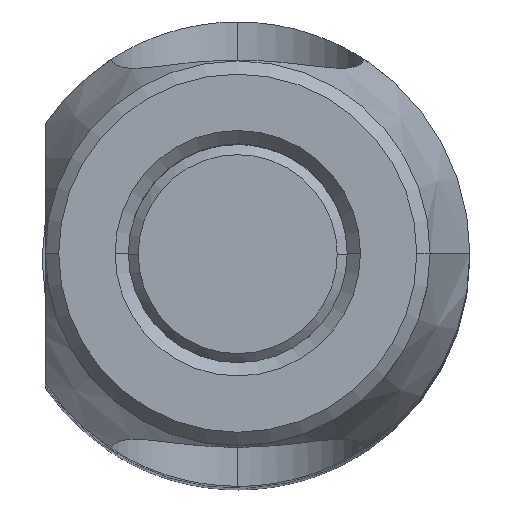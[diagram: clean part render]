
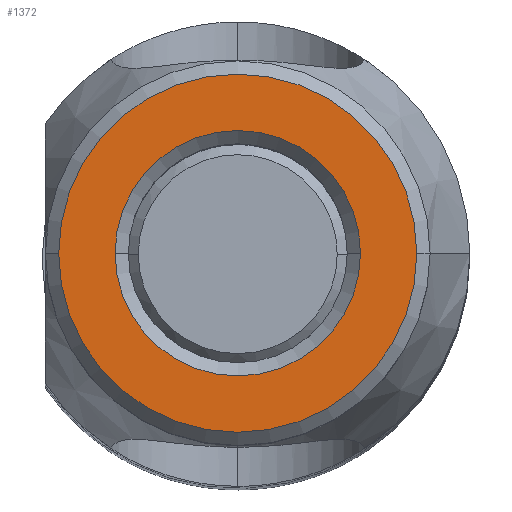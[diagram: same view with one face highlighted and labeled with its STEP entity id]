
A CAD part, top view. The second image highlights one B-rep face of the part: STEP entity #1372.
In plain terms, the highlighted planar face has unit normal (0, 0, 1).
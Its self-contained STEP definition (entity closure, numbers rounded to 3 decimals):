
#12 = AXIS2_PLACEMENT_3D ( 'NONE', #2757, #1092, #2441 ) ;
#184 = CARTESIAN_POINT ( 'NONE',  ( -2.9, 0., 24. ) ) ;
#225 = VERTEX_POINT ( 'NONE', #3457 ) ;
#273 = DIRECTION ( 'NONE',  ( -1., 0., 0. ) ) ;
#376 = CIRCLE ( 'NONE', #1630, 1.85 ) ;
#398 = DIRECTION ( 'NONE',  ( 1., 0., 0. ) ) ;
#440 = AXIS2_PLACEMENT_3D ( 'NONE', #3462, #1829, #698 ) ;
#534 = FACE_BOUND ( 'NONE', #1593, .T. ) ;
#585 = ORIENTED_EDGE ( 'NONE', *, *, #3311, .F. ) ;
#698 = DIRECTION ( 'NONE',  ( 1., 0., 0. ) ) ;
#782 = ORIENTED_EDGE ( 'NONE', *, *, #1820, .T. ) ;
#792 = EDGE_LOOP ( 'NONE', ( #585, #1110 ) ) ;
#849 = AXIS2_PLACEMENT_3D ( 'NONE', #2226, #1146, #1398 ) ;
#1092 = DIRECTION ( 'NONE',  ( 0., 0., -1. ) ) ;
#1110 = ORIENTED_EDGE ( 'NONE', *, *, #1391, .F. ) ;
#1144 = EDGE_CURVE ( 'NONE', #2949, #225, #376, .T. ) ;
#1146 = DIRECTION ( 'NONE',  ( 0., 0., -1. ) ) ;
#1246 = DIRECTION ( 'NONE',  ( 0., 0., -1. ) ) ;
#1366 = ORIENTED_EDGE ( 'NONE', *, *, #1144, .T. ) ;
#1372 = ADVANCED_FACE ( 'NONE', ( #2988, #534 ), #1606, .F. ) ;
#1391 = EDGE_CURVE ( 'NONE', #3298, #3334, #3018, .T. ) ;
#1398 = DIRECTION ( 'NONE',  ( -1., 0., 0. ) ) ;
#1458 = CARTESIAN_POINT ( 'NONE',  ( 0., 0., 24. ) ) ;
#1573 = CIRCLE ( 'NONE', #440, 1.85 ) ;
#1593 = EDGE_LOOP ( 'NONE', ( #782, #1366 ) ) ;
#1606 = PLANE ( 'NONE',  #2738 ) ;
#1630 = AXIS2_PLACEMENT_3D ( 'NONE', #1458, #1995, #398 ) ;
#1820 = EDGE_CURVE ( 'NONE', #225, #2949, #1573, .T. ) ;
#1829 = DIRECTION ( 'NONE',  ( 0., 0., -1. ) ) ;
#1995 = DIRECTION ( 'NONE',  ( 0., 0., -1. ) ) ;
#2226 = CARTESIAN_POINT ( 'NONE',  ( 0., 0., 24. ) ) ;
#2441 = DIRECTION ( 'NONE',  ( -1., 0., 0. ) ) ;
#2454 = CIRCLE ( 'NONE', #849, 2.7 ) ;
#2738 = AXIS2_PLACEMENT_3D ( 'NONE', #184, #1246, #273 ) ;
#2757 = CARTESIAN_POINT ( 'NONE',  ( 0., 0., 24. ) ) ;
#2945 = CARTESIAN_POINT ( 'NONE',  ( -1.85, 0., 24. ) ) ;
#2949 = VERTEX_POINT ( 'NONE', #2945 ) ;
#2988 = FACE_OUTER_BOUND ( 'NONE', #792, .T. ) ;
#3018 = CIRCLE ( 'NONE', #12, 2.7 ) ;
#3290 = CARTESIAN_POINT ( 'NONE',  ( 2.7, 0., 24. ) ) ;
#3298 = VERTEX_POINT ( 'NONE', #3290 ) ;
#3304 = CARTESIAN_POINT ( 'NONE',  ( -2.7, 0., 24. ) ) ;
#3311 = EDGE_CURVE ( 'NONE', #3334, #3298, #2454, .T. ) ;
#3334 = VERTEX_POINT ( 'NONE', #3304 ) ;
#3457 = CARTESIAN_POINT ( 'NONE',  ( 1.85, 0., 24. ) ) ;
#3462 = CARTESIAN_POINT ( 'NONE',  ( 0., 0., 24. ) ) ;
